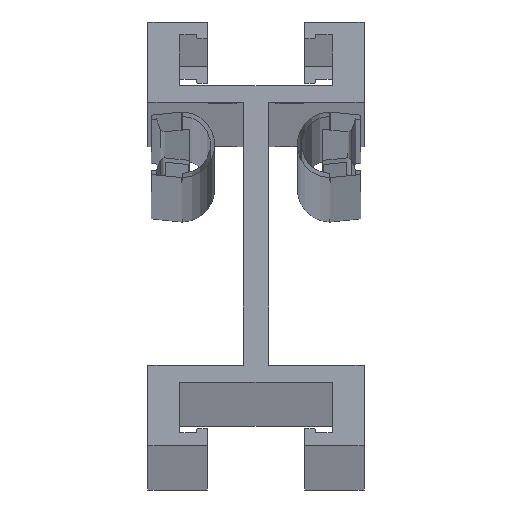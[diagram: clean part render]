
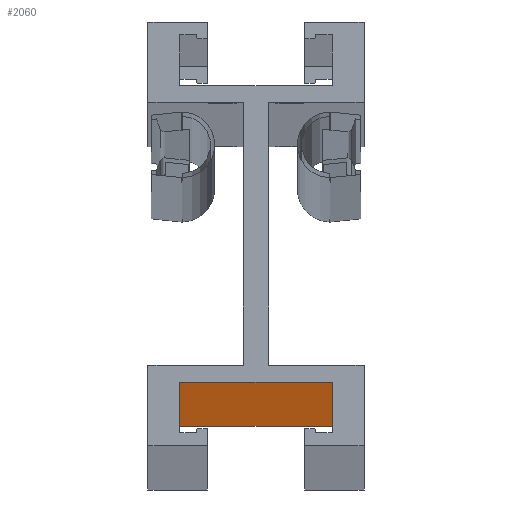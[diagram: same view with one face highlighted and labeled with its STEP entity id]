
A CAD part, top view. The second image highlights one B-rep face of the part: STEP entity #2060.
In plain terms, the highlighted planar face has unit normal (0, -1, 0).
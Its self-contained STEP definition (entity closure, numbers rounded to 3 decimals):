
#130 = CARTESIAN_POINT ( 'NONE',  ( 266.612, 480.744, 6337.519 ) ) ;
#246 = DIRECTION ( 'NONE',  ( -1., 0., 0. ) ) ;
#276 = VERTEX_POINT ( 'NONE', #306 ) ;
#306 = CARTESIAN_POINT ( 'NONE',  ( 230.612, 480.744, 6337.519 ) ) ;
#390 = PLANE ( 'NONE',  #738 ) ;
#469 = EDGE_CURVE ( 'NONE', #3731, #1948, #3469, .T. ) ;
#499 = DIRECTION ( 'NONE',  ( 1., 0., 0. ) ) ;
#638 = CARTESIAN_POINT ( 'NONE',  ( 266.612, 480.744, 6337.519 ) ) ;
#738 = AXIS2_PLACEMENT_3D ( 'NONE', #1973, #3130, #246 ) ;
#765 = LINE ( 'NONE', #1713, #1476 ) ;
#782 = VERTEX_POINT ( 'NONE', #2397 ) ;
#813 = ORIENTED_EDGE ( 'NONE', *, *, #3943, .F. ) ;
#827 = ORIENTED_EDGE ( 'NONE', *, *, #469, .T. ) ;
#835 = EDGE_LOOP ( 'NONE', ( #827, #1152, #813, #1029 ) ) ;
#945 = DIRECTION ( 'NONE',  ( 1., 0., 0. ) ) ;
#1029 = ORIENTED_EDGE ( 'NONE', *, *, #2238, .T. ) ;
#1110 = LINE ( 'NONE', #130, #3918 ) ;
#1152 = ORIENTED_EDGE ( 'NONE', *, *, #1779, .F. ) ;
#1476 = VECTOR ( 'NONE', #3026, 1000. ) ;
#1514 = CARTESIAN_POINT ( 'NONE',  ( 230.612, 480.744, 337.519 ) ) ;
#1713 = CARTESIAN_POINT ( 'NONE',  ( 230.612, 480.744, 6337.519 ) ) ;
#1779 = EDGE_CURVE ( 'NONE', #782, #1948, #2588, .T. ) ;
#1815 = VECTOR ( 'NONE', #3475, 1000. ) ;
#1886 = VECTOR ( 'NONE', #945, 1000. ) ;
#1948 = VERTEX_POINT ( 'NONE', #3285 ) ;
#1973 = CARTESIAN_POINT ( 'NONE',  ( 266.612, 480.744, 6337.519 ) ) ;
#2060 = ADVANCED_FACE ( 'NONE', ( #4131 ), #390, .F. ) ;
#2238 = EDGE_CURVE ( 'NONE', #276, #3731, #765, .T. ) ;
#2397 = CARTESIAN_POINT ( 'NONE',  ( 266.612, 480.744, 6337.519 ) ) ;
#2588 = LINE ( 'NONE', #638, #1815 ) ;
#3026 = DIRECTION ( 'NONE',  ( 0., 0., -1. ) ) ;
#3130 = DIRECTION ( 'NONE',  ( 0., 1., 0. ) ) ;
#3285 = CARTESIAN_POINT ( 'NONE',  ( 266.612, 480.744, 337.519 ) ) ;
#3469 = LINE ( 'NONE', #3535, #1886 ) ;
#3475 = DIRECTION ( 'NONE',  ( 0., 0., -1. ) ) ;
#3535 = CARTESIAN_POINT ( 'NONE',  ( 266.612, 480.744, 337.519 ) ) ;
#3731 = VERTEX_POINT ( 'NONE', #1514 ) ;
#3918 = VECTOR ( 'NONE', #499, 1000. ) ;
#3943 = EDGE_CURVE ( 'NONE', #276, #782, #1110, .T. ) ;
#4131 = FACE_OUTER_BOUND ( 'NONE', #835, .T. ) ;
